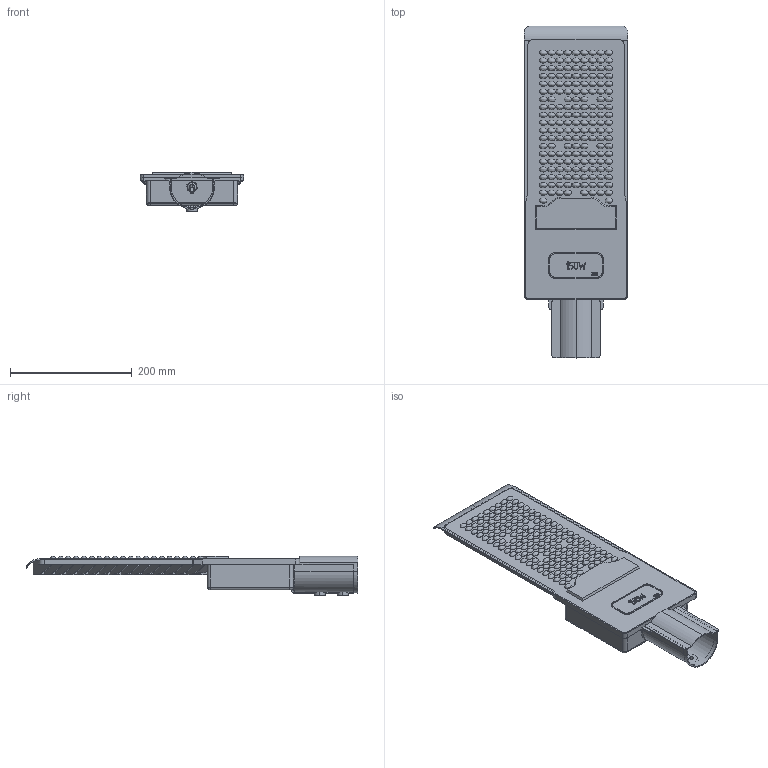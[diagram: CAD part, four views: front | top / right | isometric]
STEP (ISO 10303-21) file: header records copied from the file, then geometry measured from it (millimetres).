
FILE_DESCRIPTION (( 'STEP AP214' ), '1' );
FILE_NAME ('ÄÊÓ-9004-Ø 150Âò 5000Ê IP65 (SLL-9004-150-5000).STEP', '2022-06-29T12:36:59', ( '' ), ( '' ), 'SwSTEP 2.0', 'SolidWorks 2021', '' );
FILE_SCHEMA (( 'AUTOMOTIVE_DESIGN' ));
Length unit declared in the file: millimetre
Products named in the file (1): ÄÊÓ-9004-Ø 150Âò 5000Ê IP65 (SLL-9004-150-5000)
Bounding box: 170 x 546 x 65.2 mm (x, y, z)
Volume: 823633 mm3; surface area: 495073.3 mm2
Topology: 3 solids, 3 shells, 707 faces, 2169 edges, 1314 vertices
Faces by surface type: plane 333, bspline 264, cylinder 92, torus 11, sphere 4, cone 3
Entity records: 27608 total; most frequent: CARTESIAN_POINT 12408, ORIENTED_EDGE 3654, DIRECTION 2241, EDGE_CURVE 1827, VERTEX_POINT 1314, VECTOR 973, LINE 973, EDGE_LOOP 899
